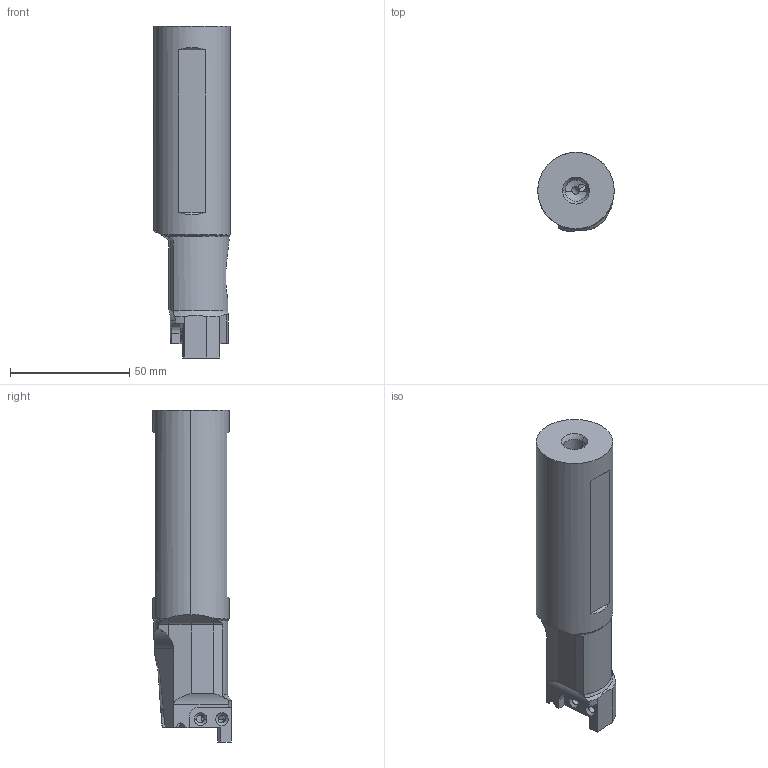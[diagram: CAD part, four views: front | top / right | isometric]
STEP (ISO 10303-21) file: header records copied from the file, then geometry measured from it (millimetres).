
FILE_DESCRIPTION(/* description */ (''),/* implementation_level */ '2;1');
FILE_NAME(/* name */ 'GYDR32L90C_M20L.stp',/* time_stamp */ '2017-01-13T13:05:51+09:00',/* author */ (''),/* organization */ (''),/* preprocessor_version */ 'ST-DEVELOPER v16',/* originating_system */ 'SIEMENS PLM Software NX 10.0',/* authorisation */ '');
FILE_SCHEMA (('AUTOMOTIVE_DESIGN { 1 0 10303 214 3 1 1 1 }'));
Length unit declared in the file: millimetre
Products named in the file (1): GYDR32L90C_M20L
Bounding box: 32 x 32.93 x 139 mm (x, y, z)
Volume: 87302 mm3; surface area: 18841.2 mm2
Topology: 1 solids, 1 shells, 124 faces, 342 edges, 213 vertices
Faces by surface type: cylinder 47, plane 38, cone 30, torus 7, sphere 1, bspline 1
Entity records: 4907 total; most frequent: CARTESIAN_POINT 1778, ORIENTED_EDGE 666, DIRECTION 633, EDGE_CURVE 333, AXIS2_PLACEMENT_3D 241, VERTEX_POINT 213, LINE 151, VECTOR 151
